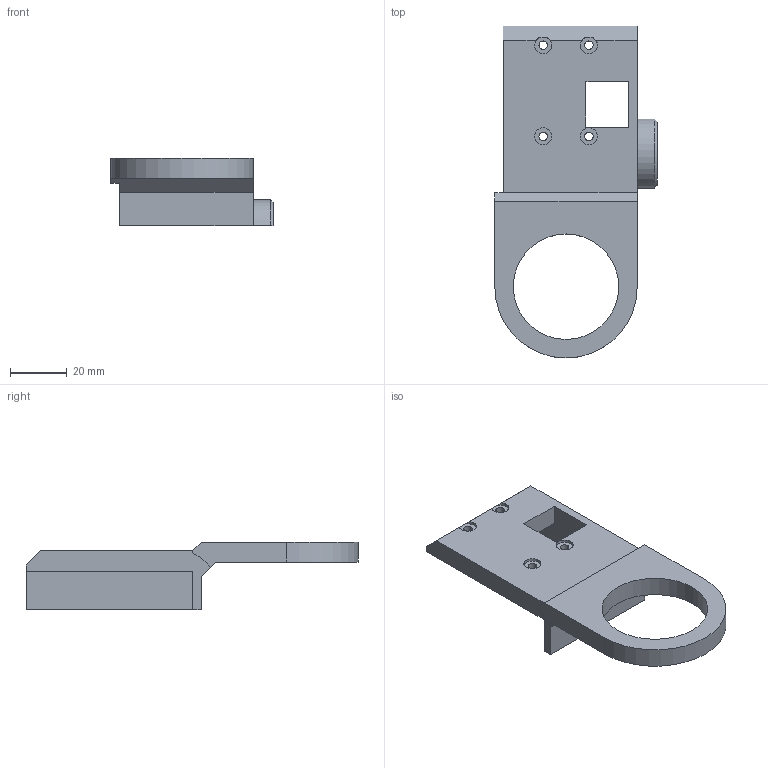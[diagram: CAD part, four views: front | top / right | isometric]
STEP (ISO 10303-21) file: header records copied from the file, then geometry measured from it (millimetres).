
FILE_DESCRIPTION((''),'2;1');
FILE_NAME('OBMP-FWM-A-1630','2023-11-07T17:06:30',('Ghasto'),(''),'CREO PARAMETRIC BY PTC INC, 2019164','CREO PARAMETRIC BY PTC INC, 2019164','');
FILE_SCHEMA(('CONFIG_CONTROL_DESIGN'));
Length unit declared in the file: millimetre
Products named in the file (1): OBMP-FWM-A-1630
Bounding box: 57 x 116.5 x 23.75 mm (x, y, z)
Volume: 34328.9 mm3; surface area: 15101 mm2
Topology: 1 solids, 1 shells, 44 faces, 122 edges, 81 vertices
Faces by surface type: plane 24, cylinder 19, cone 1
Entity records: 1479 total; most frequent: CARTESIAN_POINT 259, ORIENTED_EDGE 244, DIRECTION 243, EDGE_CURVE 122, AXIS2_PLACEMENT_3D 83, VERTEX_POINT 81, VECTOR 77, LINE 77
